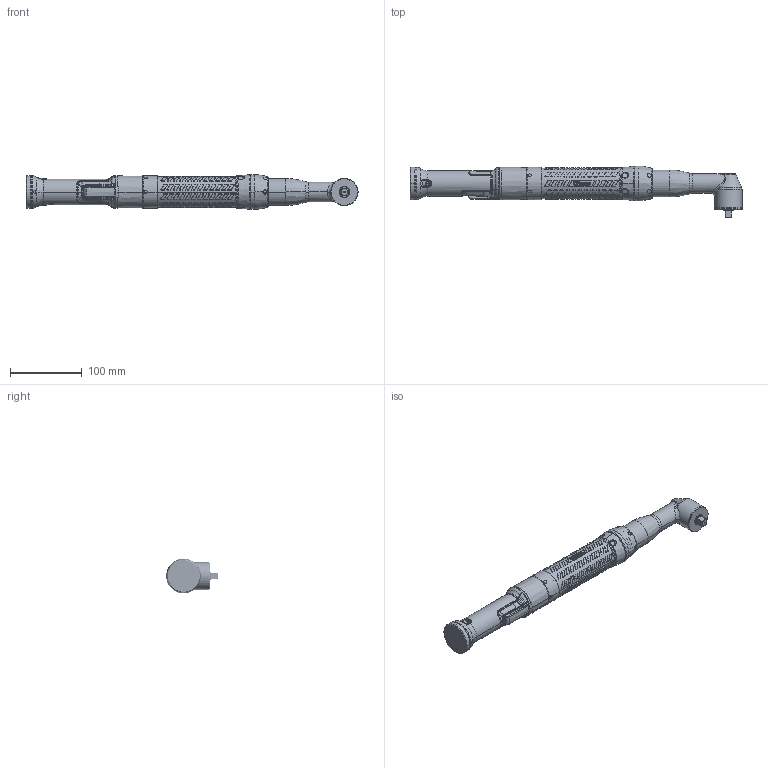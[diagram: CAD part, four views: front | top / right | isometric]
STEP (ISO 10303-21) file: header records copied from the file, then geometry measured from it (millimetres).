
FILE_DESCRIPTION((''),'2;1');
FILE_NAME('50EAN59HA3_SW0001','2017-03-27T',('D0L91'),(''),'CREO PARAMETRIC BY PTC INC, 2016050','CREO PARAMETRIC BY PTC INC, 2016050','');
FILE_SCHEMA(('CONFIG_CONTROL_DESIGN'));
Products named in the file (1): 50EAN59HA3_SW0001
Bounding box: 464.05 x 72.28 x 48.5 mm (x, y, z)
Volume: 248626.9 mm3; surface area: 200233 mm2
Topology: 5 solids, 6 shells, 5789 faces, 14385 edges, 8697 vertices
Faces by surface type: bspline 1978, cylinder 1564, plane 1090, extrusion 756, cone 252, torus 135, sphere 14
Entity records: 306338 total; most frequent: CARTESIAN_POINT 186835, ORIENTED_EDGE 28744, DIRECTION 18686, EDGE_CURVE 14372, VERTEX_POINT 8697, B_SPLINE_CURVE_WITH_KNOTS 7141, AXIS2_PLACEMENT_3D 6888, EDGE_LOOP 6037
